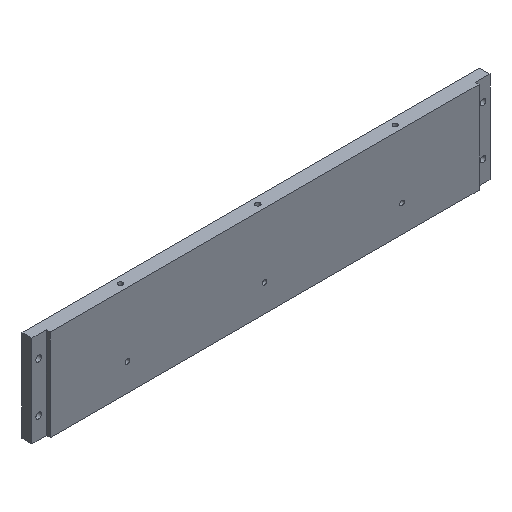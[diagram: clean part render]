
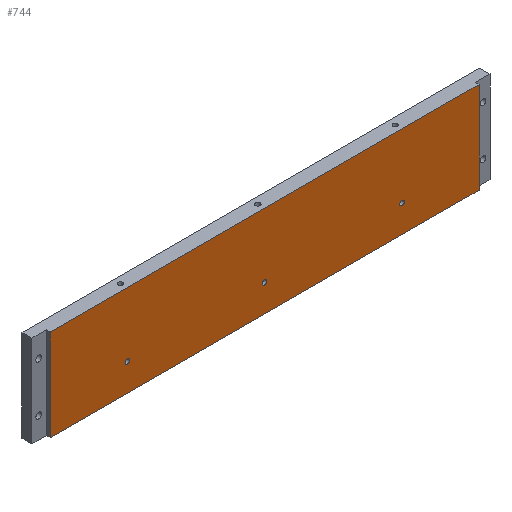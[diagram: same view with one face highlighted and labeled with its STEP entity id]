
A CAD part, isometric view. The second image highlights one B-rep face of the part: STEP entity #744.
In plain terms, the highlighted planar face has unit normal (0, -1, 0).
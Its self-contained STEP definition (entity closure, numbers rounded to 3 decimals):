
#22=LINE('',#1049,#46);
#27=LINE('',#1065,#51);
#28=LINE('',#1067,#52);
#29=LINE('',#1069,#53);
#46=VECTOR('',#905,1000.);
#51=VECTOR('',#920,1000.);
#52=VECTOR('',#921,1000.);
#53=VECTOR('',#922,1000.);
#74=PLANE('',#803);
#121=ORIENTED_EDGE('',*,*,#222,.T.);
#122=ORIENTED_EDGE('',*,*,#223,.T.);
#123=ORIENTED_EDGE('',*,*,#224,.T.);
#124=ORIENTED_EDGE('',*,*,#225,.T.);
#125=ORIENTED_EDGE('',*,*,#217,.T.);
#126=ORIENTED_EDGE('',*,*,#226,.F.);
#127=ORIENTED_EDGE('',*,*,#227,.F.);
#217=EDGE_CURVE('',#273,#272,#22,.T.);
#222=EDGE_CURVE('',#276,#276,#317,.T.);
#223=EDGE_CURVE('',#277,#277,#318,.T.);
#224=EDGE_CURVE('',#278,#278,#319,.T.);
#225=EDGE_CURVE('',#279,#273,#27,.T.);
#226=EDGE_CURVE('',#280,#272,#28,.T.);
#227=EDGE_CURVE('',#279,#280,#29,.T.);
#272=VERTEX_POINT('',#1048);
#273=VERTEX_POINT('',#1050);
#276=VERTEX_POINT('',#1060);
#277=VERTEX_POINT('',#1062);
#278=VERTEX_POINT('',#1064);
#279=VERTEX_POINT('',#1066);
#280=VERTEX_POINT('',#1068);
#317=CIRCLE('',#804,2.459);
#318=CIRCLE('',#805,2.459);
#319=CIRCLE('',#806,2.459);
#358=EDGE_LOOP('',(#121));
#359=EDGE_LOOP('',(#122));
#360=EDGE_LOOP('',(#123));
#361=EDGE_LOOP('',(#124,#125,#126,#127));
#430=FACE_BOUND('',#358,.T.);
#431=FACE_BOUND('',#359,.T.);
#432=FACE_BOUND('',#360,.T.);
#433=FACE_BOUND('',#361,.T.);
#744=ADVANCED_FACE('',(#430,#431,#432,#433),#74,.F.);
#803=AXIS2_PLACEMENT_3D('',#1058,#912,#913);
#804=AXIS2_PLACEMENT_3D('',#1059,#914,#915);
#805=AXIS2_PLACEMENT_3D('',#1061,#916,#917);
#806=AXIS2_PLACEMENT_3D('',#1063,#918,#919);
#905=DIRECTION('',(0.,0.,1.));
#912=DIRECTION('',(0.,1.,0.));
#913=DIRECTION('',(0.,0.,1.));
#914=DIRECTION('',(0.,1.,0.));
#915=DIRECTION('',(0.,0.,1.));
#916=DIRECTION('',(0.,1.,0.));
#917=DIRECTION('',(0.,0.,1.));
#918=DIRECTION('',(0.,1.,0.));
#919=DIRECTION('',(0.,0.,1.));
#920=DIRECTION('',(1.,0.,0.));
#921=DIRECTION('',(1.,0.,0.));
#922=DIRECTION('',(0.,0.,1.));
#1048=CARTESIAN_POINT('',(234.,-7.5,100.));
#1049=CARTESIAN_POINT('',(234.,-7.5,-410.123));
#1050=CARTESIAN_POINT('',(234.,-7.5,0.));
#1058=CARTESIAN_POINT('',(-250.,-7.5,100.));
#1059=CARTESIAN_POINT('',(150.,-7.5,30.));
#1060=CARTESIAN_POINT('',(150.,-7.5,32.459));
#1061=CARTESIAN_POINT('',(-150.,-7.5,30.));
#1062=CARTESIAN_POINT('',(-150.,-7.5,32.459));
#1063=CARTESIAN_POINT('',(0.,-7.5,30.));
#1064=CARTESIAN_POINT('',(0.,-7.5,32.459));
#1065=CARTESIAN_POINT('',(-250.,-7.5,0.));
#1066=CARTESIAN_POINT('',(-234.,-7.5,0.));
#1067=CARTESIAN_POINT('',(-250.,-7.5,100.));
#1068=CARTESIAN_POINT('',(-234.,-7.5,100.));
#1069=CARTESIAN_POINT('',(-234.,-7.5,-410.123));
